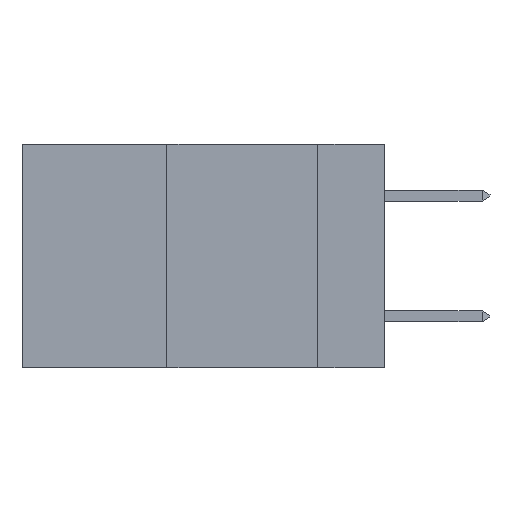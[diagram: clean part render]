
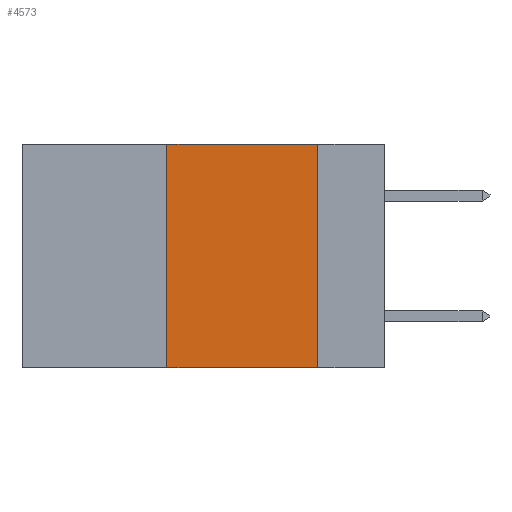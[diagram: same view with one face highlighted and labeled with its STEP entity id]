
A CAD part, left-side view. The second image highlights one B-rep face of the part: STEP entity #4573.
In plain terms, the highlighted planar face has unit normal (-1, 0, 0).
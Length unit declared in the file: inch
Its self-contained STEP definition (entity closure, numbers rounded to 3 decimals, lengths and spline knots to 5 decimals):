
#100 = CARTESIAN_POINT ( 'NONE',  ( 0., 0.6, 0. ) ) ;
#1057 = CARTESIAN_POINT ( 'NONE',  ( 0., 0.11, 0. ) ) ;
#2543 = EDGE_CURVE ( 'NONE', #7057, #12668, #22164, .T. ) ;
#3033 = DIRECTION ( 'NONE',  ( 0., 0., 1. ) ) ;
#3379 = PLANE ( 'NONE',  #11435 ) ;
#4573 = ADVANCED_FACE ( 'NONE', ( #14845 ), #3379, .F. ) ;
#4996 = CARTESIAN_POINT ( 'NONE',  ( 0., 0.6, -0.37 ) ) ;
#5252 = CARTESIAN_POINT ( 'NONE',  ( 0., 0.36, -0.37 ) ) ;
#5415 = VECTOR ( 'NONE', #13731, 39.37008 ) ;
#6153 = EDGE_CURVE ( 'NONE', #11237, #7057, #15234, .T. ) ;
#6416 = CARTESIAN_POINT ( 'NONE',  ( 0., 0.36, 0. ) ) ;
#6572 = LINE ( 'NONE', #6416, #11203 ) ;
#7057 = VERTEX_POINT ( 'NONE', #1057 ) ;
#7545 = EDGE_CURVE ( 'NONE', #16311, #12668, #11703, .T. ) ;
#8294 = ORIENTED_EDGE ( 'NONE', *, *, #7545, .T. ) ;
#8371 = ORIENTED_EDGE ( 'NONE', *, *, #2543, .F. ) ;
#8799 = VECTOR ( 'NONE', #13906, 39.37008 ) ;
#9019 = DIRECTION ( 'NONE',  ( 0., 0., -1. ) ) ;
#9409 = CARTESIAN_POINT ( 'NONE',  ( 0., 0.36, 0. ) ) ;
#10775 = ORIENTED_EDGE ( 'NONE', *, *, #19788, .F. ) ;
#11203 = VECTOR ( 'NONE', #3033, 39.37008 ) ;
#11237 = VERTEX_POINT ( 'NONE', #9409 ) ;
#11435 = AXIS2_PLACEMENT_3D ( 'NONE', #18399, #18238, #9019 ) ;
#11703 = LINE ( 'NONE', #4996, #8799 ) ;
#12668 = VERTEX_POINT ( 'NONE', #15062 ) ;
#13731 = DIRECTION ( 'NONE',  ( 0., -1., 0. ) ) ;
#13748 = EDGE_LOOP ( 'NONE', ( #8371, #22368, #10775, #8294 ) ) ;
#13906 = DIRECTION ( 'NONE',  ( 0., -1., 0. ) ) ;
#14845 = FACE_OUTER_BOUND ( 'NONE', #13748, .T. ) ;
#15062 = CARTESIAN_POINT ( 'NONE',  ( 0., 0.11, -0.37 ) ) ;
#15234 = LINE ( 'NONE', #100, #5415 ) ;
#16311 = VERTEX_POINT ( 'NONE', #5252 ) ;
#18238 = DIRECTION ( 'NONE',  ( 1., 0., 0. ) ) ;
#18399 = CARTESIAN_POINT ( 'NONE',  ( 0., 0.6, 0. ) ) ;
#19788 = EDGE_CURVE ( 'NONE', #16311, #11237, #6572, .T. ) ;
#20993 = VECTOR ( 'NONE', #23608, 39.37008 ) ;
#22164 = LINE ( 'NONE', #23296, #20993 ) ;
#22368 = ORIENTED_EDGE ( 'NONE', *, *, #6153, .F. ) ;
#23296 = CARTESIAN_POINT ( 'NONE',  ( 0., 0.11, 0. ) ) ;
#23608 = DIRECTION ( 'NONE',  ( 0., 0., -1. ) ) ;
